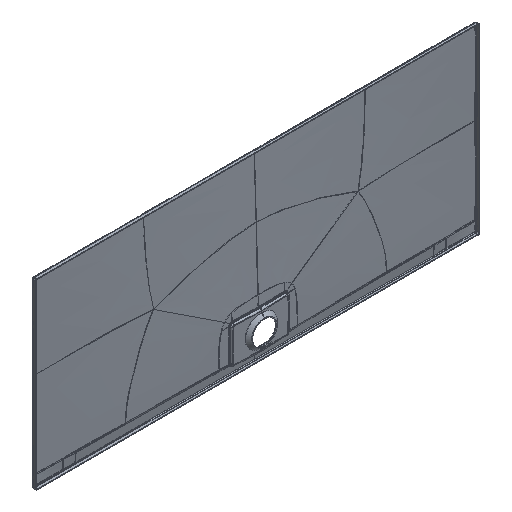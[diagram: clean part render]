
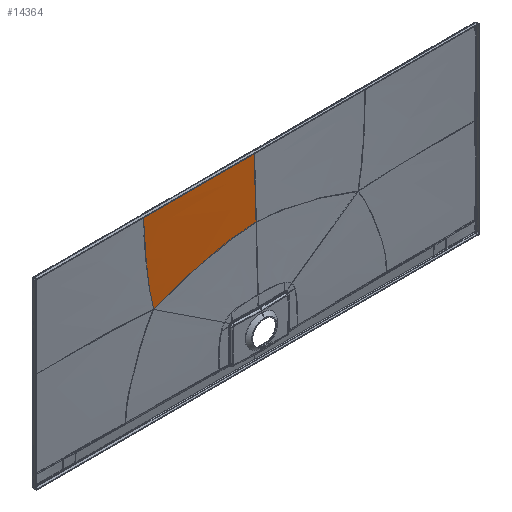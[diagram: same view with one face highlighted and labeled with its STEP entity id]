
A CAD part, isometric view. The second image highlights one B-rep face of the part: STEP entity #14364.
In plain terms, the highlighted free-form (B-spline) face has degree [3, 3] with [8, 10] control points.
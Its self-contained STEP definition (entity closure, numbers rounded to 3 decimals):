
#3664=DIRECTION('',(0.,-0.031,-1.));
#3665=VECTOR('',#3664,232.457);
#3666=CARTESIAN_POINT('',(0.002,-3.16,
694.938));
#3667=LINE('',#3666,#3665);
#3668=CARTESIAN_POINT('',(-424.987,-3.067,
694.973));
#3669=CARTESIAN_POINT('',(-424.872,-3.362,
673.077));
#3670=CARTESIAN_POINT('',(-423.069,-4.08,
626.929));
#3671=CARTESIAN_POINT('',(-418.633,-5.204,
564.379));
#3672=CARTESIAN_POINT('',(-413.797,-6.242,
507.827));
#3673=CARTESIAN_POINT('',(-408.993,-7.076,
462.795));
#3674=CARTESIAN_POINT('',(-403.221,-7.822,
423.585));
#3675=CARTESIAN_POINT('',(-397.023,-8.45,
391.945));
#3676=CARTESIAN_POINT('',(-393.343,-8.775,
376.195));
#3677=CARTESIAN_POINT('',(-391.352,-8.939,
368.377));
#3679=CARTESIAN_POINT('',(0.002,-3.16,
694.938));
#3680=CARTESIAN_POINT('',(-12.941,-3.16,
694.938));
#3681=CARTESIAN_POINT('',(-40.508,-3.159,
694.938));
#3682=CARTESIAN_POINT('',(-86.385,-3.154,
694.94));
#3683=CARTESIAN_POINT('',(-138.305,-3.145,
694.943));
#3684=CARTESIAN_POINT('',(-197.015,-3.131,
694.948));
#3685=CARTESIAN_POINT('',(-263.51,-3.113,
694.955));
#3686=CARTESIAN_POINT('',(-337.37,-3.092,
694.964));
#3687=CARTESIAN_POINT('',(-394.619,-3.075,
694.97));
#3688=CARTESIAN_POINT('',(-424.987,-3.067,
694.973));
#3708=CARTESIAN_POINT('',(0.,-10.424,
462.594));
#3709=CARTESIAN_POINT('',(-26.598,-10.424,
462.594));
#3710=CARTESIAN_POINT('',(-83.51,-10.317,
457.383));
#3711=CARTESIAN_POINT('',(-177.906,-9.971,
437.805));
#3712=CARTESIAN_POINT('',(-263.008,-9.631,
414.687));
#3713=CARTESIAN_POINT('',(-335.13,-9.286,
390.81));
#3714=CARTESIAN_POINT('',(-372.464,-9.065,
376.353));
#3715=CARTESIAN_POINT('',(-391.352,-8.939,
368.377));
#3905=CARTESIAN_POINT('',(-391.352,-8.939,
368.377));
#4014=CARTESIAN_POINT('',(-424.987,-3.067,
694.973));
#4494=VERTEX_POINT('',#3905);
#4558=VERTEX_POINT('',#4014);
#4636=CARTESIAN_POINT('',(0.,-10.424,
462.594));
#4638=VERTEX_POINT('',#4636);
#4639=CARTESIAN_POINT('',(0.002,-3.16,
694.938));
#4640=VERTEX_POINT('',#4639);
#14274=CARTESIAN_POINT('',(4.349,-3.057,
698.227));
#14275=CARTESIAN_POINT('',(4.347,-3.656,
679.057));
#14276=CARTESIAN_POINT('',(4.26,-4.874,
640.095));
#14277=CARTESIAN_POINT('',(3.991,-6.401,
591.236));
#14278=CARTESIAN_POINT('',(3.736,-7.639,
551.65));
#14279=CARTESIAN_POINT('',(3.547,-8.567,
521.961));
#14280=CARTESIAN_POINT('',(3.408,-9.34,
497.219));
#14281=CARTESIAN_POINT('',(3.312,-9.98,
476.755));
#14282=CARTESIAN_POINT('',(3.27,-10.31,
466.188));
#14283=CARTESIAN_POINT('',(3.25,-10.486,
460.57));
#14284=CARTESIAN_POINT('',(-32.516,-3.057,
698.228));
#14285=CARTESIAN_POINT('',(-32.497,-3.657,
679.064));
#14286=CARTESIAN_POINT('',(-31.847,-4.877,
640.118));
#14287=CARTESIAN_POINT('',(-29.828,-6.406,
591.294));
#14288=CARTESIAN_POINT('',(-27.904,-7.644,
551.75));
#14289=CARTESIAN_POINT('',(-26.474,-8.573,
522.098));
#14290=CARTESIAN_POINT('',(-25.418,-9.346,
497.392));
#14291=CARTESIAN_POINT('',(-24.687,-9.985,
476.958));
#14292=CARTESIAN_POINT('',(-24.368,-10.315,
466.406));
#14293=CARTESIAN_POINT('',(-24.215,-10.491,
460.796));
#14294=CARTESIAN_POINT('',(-104.798,-3.055,
698.209));
#14295=CARTESIAN_POINT('',(-104.739,-3.634,
678.895));
#14296=CARTESIAN_POINT('',(-102.726,-4.813,
639.584));
#14297=CARTESIAN_POINT('',(-96.756,-6.3,
589.96));
#14298=CARTESIAN_POINT('',(-91.381,-7.52,
549.449));
#14299=CARTESIAN_POINT('',(-87.573,-8.444,
518.918));
#14300=CARTESIAN_POINT('',(-84.927,-9.222,493.389));
#14301=CARTESIAN_POINT('',(-83.181,-9.87,
472.265));
#14302=CARTESIAN_POINT('',(-82.444,-10.206,
461.367));
#14303=CARTESIAN_POINT('',(-82.095,-10.386,
455.578));
#14304=CARTESIAN_POINT('',(-212.495,-3.048,
698.145));
#14305=CARTESIAN_POINT('',(-212.396,-3.547,
678.322));
#14306=CARTESIAN_POINT('',(-208.991,-4.578,
637.773));
#14307=CARTESIAN_POINT('',(-199.377,-5.932,
585.294));
#14308=CARTESIAN_POINT('',(-191.186,-7.095,
541.137));
#14309=CARTESIAN_POINT('',(-185.613,-8.008,
507.189));
#14310=CARTESIAN_POINT('',(-181.876,-8.807,
478.35));
#14311=CARTESIAN_POINT('',(-179.376,-9.489,
454.379));
#14312=CARTESIAN_POINT('',(-178.262,-9.848,
442.01));
#14313=CARTESIAN_POINT('',(-177.705,-10.04,
435.459));
#14314=CARTESIAN_POINT('',(-301.037,-3.04,
698.061));
#14315=CARTESIAN_POINT('',(-300.935,-3.455,
677.52));
#14316=CARTESIAN_POINT('',(-297.447,-4.348,
635.333));
#14317=CARTESIAN_POINT('',(-287.879,-5.597,
579.466));
#14318=CARTESIAN_POINT('',(-279.657,-6.717,
531.109));
#14319=CARTESIAN_POINT('',(-273.801,-7.619,
493.249));
#14320=CARTESIAN_POINT('',(-269.327,-8.428,
460.644));
#14321=CARTESIAN_POINT('',(-265.664,-9.129,
433.451));
#14322=CARTESIAN_POINT('',(-263.713,-9.502,
419.445));
#14323=CARTESIAN_POINT('',(-262.619,-9.703,
412.033));
#14324=CARTESIAN_POINT('',(-373.038,-3.033,
697.943));
#14325=CARTESIAN_POINT('',(-372.959,-3.383,
676.324));
#14326=CARTESIAN_POINT('',(-370.234,-4.177,
631.818));
#14327=CARTESIAN_POINT('',(-363.003,-5.362,
572.044));
#14328=CARTESIAN_POINT('',(-356.343,-6.442,
519.36));
#14329=CARTESIAN_POINT('',(-350.935,-7.317,
477.642));
#14330=CARTESIAN_POINT('',(-345.726,-8.104,
441.433));
#14331=CARTESIAN_POINT('',(-340.553,-8.788,
411.224));
#14332=CARTESIAN_POINT('',(-337.46,-9.153,
395.67));
#14333=CARTESIAN_POINT('',(-335.69,-9.35,
387.483));
#14334=CARTESIAN_POINT('',(-409.622,-3.03,
697.86));
#14335=CARTESIAN_POINT('',(-409.562,-3.347,
675.444));
#14336=CARTESIAN_POINT('',(-407.464,-4.096,
629.254));
#14337=CARTESIAN_POINT('',(-402.089,-5.251,
566.91));
#14338=CARTESIAN_POINT('',(-396.679,-6.304,
511.586));
#14339=CARTESIAN_POINT('',(-391.684,-7.153,
467.59));
#14340=CARTESIAN_POINT('',(-386.086,-7.913,
429.315));
#14341=CARTESIAN_POINT('',(-380.029,-8.575,
397.363));
#14342=CARTESIAN_POINT('',(-376.333,-8.928,
380.97));
#14343=CARTESIAN_POINT('',(-374.153,-9.119,
372.29));
#14344=CARTESIAN_POINT('',(-428.497,-3.029,
697.809));
#14345=CARTESIAN_POINT('',(-428.448,-3.329,
674.901));
#14346=CARTESIAN_POINT('',(-426.711,-4.054,
627.675));
#14347=CARTESIAN_POINT('',(-422.396,-5.194,
563.81));
#14348=CARTESIAN_POINT('',(-417.69,-6.228,
506.98));
#14349=CARTESIAN_POINT('',(-412.93,-7.059,
461.714));
#14350=CARTESIAN_POINT('',(-407.118,-7.801,
422.291));
#14351=CARTESIAN_POINT('',(-400.63,-8.448,
389.407));
#14352=CARTESIAN_POINT('',(-396.597,-8.794,
372.502));
#14353=CARTESIAN_POINT('',(-394.259,-8.981,
363.602));
#14354=B_SPLINE_SURFACE_WITH_KNOTS('',3,3,((#14274,#14275,#14276,#14277,#14278,
#14279,#14280,#14281,#14282,#14283),(#14284,#14285,#14286,#14287,#14288,#14289,
#14290,#14291,#14292,#14293),(#14294,#14295,#14296,#14297,#14298,#14299,#14300,
#14301,#14302,#14303),(#14304,#14305,#14306,#14307,#14308,#14309,#14310,#14311,
#14312,#14313),(#14314,#14315,#14316,#14317,#14318,#14319,#14320,#14321,#14322,
#14323),(#14324,#14325,#14326,#14327,#14328,#14329,#14330,#14331,#14332,#14333),
(#14334,#14335,#14336,#14337,#14338,#14339,#14340,#14341,#14342,#14343),(#14344,
#14345,#14346,#14347,#14348,#14349,#14350,#14351,#14352,#14353)),.UNSPECIFIED.,
.F.,.F.,.F.,(4,1,1,1,1,4),(4,1,1,1,1,1,1,4),(-0.005,0.125,0.25,
0.375,0.438,0.504),(0.004,0.125,0.25,0.313,
0.375,0.438,0.469,0.504),.UNSPECIFIED.);
#14355=ORIENTED_EDGE('',*,*,#14264,.T.);
#14357=ORIENTED_EDGE('',*,*,#14356,.T.);
#14359=ORIENTED_EDGE('',*,*,#14358,.F.);
#14361=ORIENTED_EDGE('',*,*,#14360,.F.);
#14362=EDGE_LOOP('',(#14355,#14357,#14359,#14361));
#14363=FACE_OUTER_BOUND('',#14362,.F.);
#14364=ADVANCED_FACE('',(#14363),#14354,.T.);
#3678=B_SPLINE_CURVE_WITH_KNOTS('',3,(#3668,#3669,#3670,#3671,#3672,#3673,#3674,
#3675,#3676,#3677),.UNSPECIFIED.,.F.,.F.,(4,1,1,1,1,1,1,4),(0.,
0.236,0.491,0.618,0.745,
0.873,0.936,1.),.UNSPECIFIED.);
#3689=B_SPLINE_CURVE_WITH_KNOTS('',3,(#3679,#3680,#3681,#3682,#3683,#3684,#3685,
#3686,#3687,#3688),.UNSPECIFIED.,.F.,.F.,(4,1,1,1,1,1,1,4),(0.,
0.143,0.286,0.429,0.571,
0.714,0.857,1.),.UNSPECIFIED.);
#3716=B_SPLINE_CURVE_WITH_KNOTS('',3,(#3708,#3709,#3710,#3711,#3712,#3713,#3714,
#3715),.UNSPECIFIED.,.F.,.F.,(4,1,1,1,1,4),(0.,0.25,0.5,0.75,0.875,
1.),.UNSPECIFIED.);
#14264=EDGE_CURVE('',#4640,#4638,#3667,.T.);
#14356=EDGE_CURVE('',#4638,#4494,#3716,.T.);
#14358=EDGE_CURVE('',#4558,#4494,#3678,.T.);
#14360=EDGE_CURVE('',#4640,#4558,#3689,.T.);
